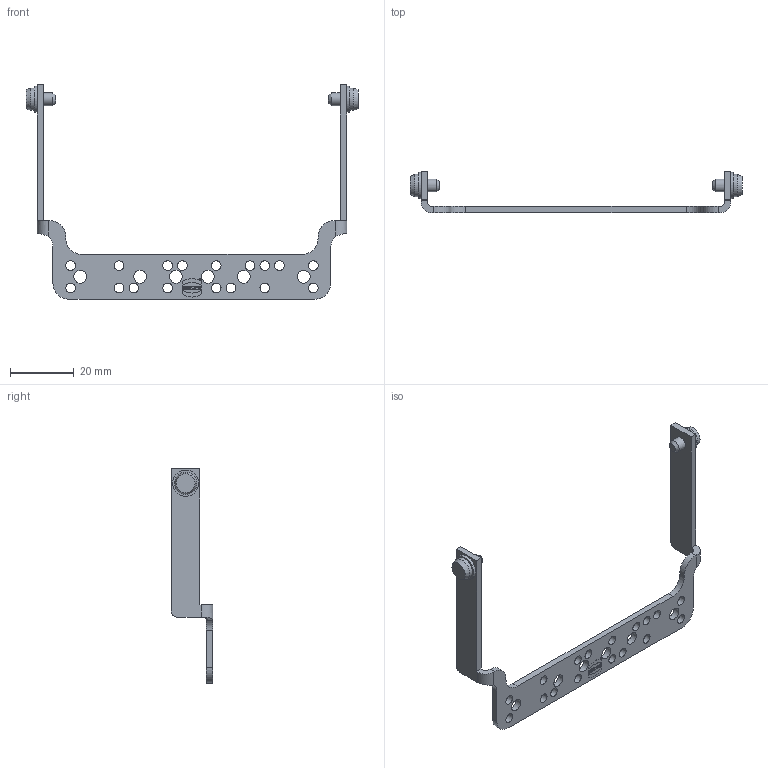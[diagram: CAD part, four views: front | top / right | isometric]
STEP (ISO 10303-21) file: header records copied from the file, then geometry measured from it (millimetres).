
FILE_DESCRIPTION(/* description */ (''),/* implementation_level */ '2;1');
FILE_NAME(/* name */ '100095164ugm000_c.stp',/* time_stamp */ '2019-03-27T13:37:44+01:00',/* author */ (''),/* organization */ (''),/* preprocessor_version */ 'ST-DEVELOPER v16.7',/* originating_system */ 'SIEMENS PLM Software NX 12.0',/* authorisation */ '');
FILE_SCHEMA (('AUTOMOTIVE_DESIGN { 1 0 10303 214 3 1 1 1 }'));
Length unit declared in the file: millimetre
Products named in the file (1): 100095164ugm000_c
Bounding box: 103.94 x 13 x 67.1 mm (x, y, z)
Volume: 4334 mm3; surface area: 5657.2 mm2
Topology: 1 solids, 1 shells, 180 faces, 486 edges, 332 vertices
Faces by surface type: plane 118, cylinder 49, bspline 6, cone 4, extrusion 3
Full cylindrical faces by diameter (mm): 0.42 x1, 0.6 x1, 3 x17, 4 x9, 7 x2, 8.2 x2
Entity records: 6862 total; most frequent: CARTESIAN_POINT 1185, DIRECTION 871, ORIENTED_EDGE 840, EDGE_CURVE 420, VECTOR 307, LINE 304, VERTEX_POINT 300, EDGE_LOOP 284
